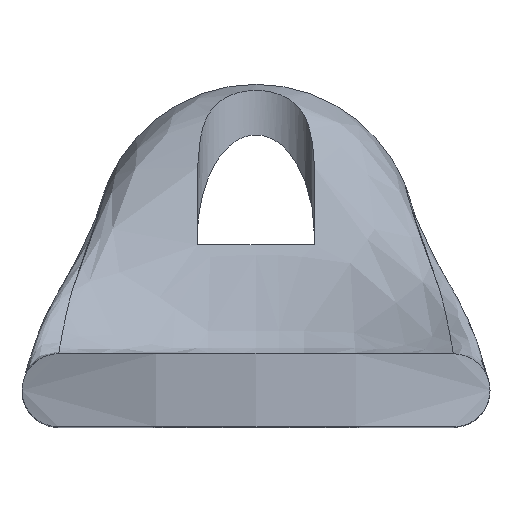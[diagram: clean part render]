
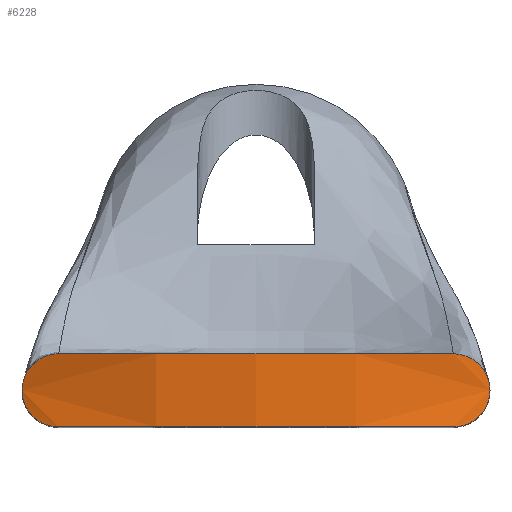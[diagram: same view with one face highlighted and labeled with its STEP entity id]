
A CAD part, top view. The second image highlights one B-rep face of the part: STEP entity #6228.
In plain terms, the highlighted cylindrical face has radius 40 mm (diameter 80 mm), a partial arc.
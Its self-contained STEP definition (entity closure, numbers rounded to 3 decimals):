
#4621=CARTESIAN_POINT('',(-13.5,-7.5,44.221));
#4622=VERTEX_POINT('',#4621);
#4631=CARTESIAN_POINT('',(13.5,-7.5,44.221));
#4632=VERTEX_POINT('',#4631);
#4633=CARTESIAN_POINT('',(0.,-7.5,6.568));
#4634=DIRECTION('',(0.0,-1.,0.0));
#4635=DIRECTION('',(-0.4,0.0,0.917));
#4636=AXIS2_PLACEMENT_3D('',#4633,#4634,#4635);
#4637=CIRCLE('',#4636,40.0);
#4638=EDGE_CURVE('',#4632,#4622,#4637,.T.);
#6153=CARTESIAN_POINT('',(0.,-12.5,6.568));
#6154=DIRECTION('',(0.0,1.0,0.0));
#6155=DIRECTION('',(-0.4,0.0,0.917));
#6156=AXIS2_PLACEMENT_3D('',#6153,#6154,#6155);
#6157=CYLINDRICAL_SURFACE('',#6156,40.);
#6158=CARTESIAN_POINT('',(-13.5,-12.5,44.221));
#6159=VERTEX_POINT('',#6158);
#6160=CARTESIAN_POINT('',(-16.0,-10.0,43.228));
#6161=VERTEX_POINT('',#6160);
#6162=CARTESIAN_POINT('',(-13.5,-12.5,44.221));
#6163=CARTESIAN_POINT('',(-13.818,-12.5,44.107));
#6164=CARTESIAN_POINT('',(-14.157,-12.436,43.98));
#6165=CARTESIAN_POINT('',(-14.781,-12.173,43.738));
#6166=CARTESIAN_POINT('',(-15.067,-11.975,43.623));
#6167=CARTESIAN_POINT('',(-15.503,-11.526,43.442));
#6168=CARTESIAN_POINT('',(-15.689,-11.252,43.363));
#6169=CARTESIAN_POINT('',(-15.937,-10.646,43.256));
#6170=CARTESIAN_POINT('',(-16.0,-10.313,43.228));
#6171=CARTESIAN_POINT('',(-16.0,-10.,43.228));
#6172=B_SPLINE_CURVE_WITH_KNOTS('',3,(#6162,#6163,#6164,#6165,#6166,#6167,#6168,#6169,#6170,#6171),.UNSPECIFIED.,.F.,.U.,(4,2,2,2,4),(0.387,0.488,0.589,0.683,0.777),.UNSPECIFIED.);
#6173=EDGE_CURVE('',#6159,#6161,#6172,.T.);
#6174=ORIENTED_EDGE('',*,*,#6173,.F.);
#6175=CARTESIAN_POINT('',(13.5,-12.5,44.221));
#6176=VERTEX_POINT('',#6175);
#6177=CARTESIAN_POINT('',(0.,-12.5,6.568));
#6178=DIRECTION('',(0.0,1.,0.0));
#6179=DIRECTION('',(-0.4,0.0,0.917));
#6180=AXIS2_PLACEMENT_3D('',#6177,#6178,#6179);
#6181=CIRCLE('',#6180,40.0);
#6182=EDGE_CURVE('',#6159,#6176,#6181,.T.);
#6183=ORIENTED_EDGE('',*,*,#6182,.T.);
#6184=CARTESIAN_POINT('',(16.0,-10.0,43.228));
#6185=VERTEX_POINT('',#6184);
#6186=CARTESIAN_POINT('',(16.0,-10.0,43.228));
#6187=CARTESIAN_POINT('',(16.0,-10.313,43.228));
#6188=CARTESIAN_POINT('',(15.937,-10.646,43.256));
#6189=CARTESIAN_POINT('',(15.689,-11.252,43.363));
#6190=CARTESIAN_POINT('',(15.503,-11.526,43.442));
#6191=CARTESIAN_POINT('',(15.067,-11.975,43.623));
#6192=CARTESIAN_POINT('',(14.781,-12.173,43.738));
#6193=CARTESIAN_POINT('',(14.157,-12.436,43.98));
#6194=CARTESIAN_POINT('',(13.818,-12.5,44.107));
#6195=CARTESIAN_POINT('',(13.5,-12.5,44.221));
#6196=B_SPLINE_CURVE_WITH_KNOTS('',3,(#6186,#6187,#6188,#6189,#6190,#6191,#6192,#6193,#6194,#6195),.UNSPECIFIED.,.F.,.U.,(4,2,2,2,4),(0.777,0.871,0.965,1.067,1.168),.UNSPECIFIED.);
#6197=EDGE_CURVE('',#6185,#6176,#6196,.T.);
#6198=ORIENTED_EDGE('',*,*,#6197,.F.);
#6199=CARTESIAN_POINT('',(13.5,-7.5,44.221));
#6200=CARTESIAN_POINT('',(13.818,-7.5,44.107));
#6201=CARTESIAN_POINT('',(14.157,-7.564,43.98));
#6202=CARTESIAN_POINT('',(14.781,-7.827,43.738));
#6203=CARTESIAN_POINT('',(15.067,-8.025,43.623));
#6204=CARTESIAN_POINT('',(15.503,-8.474,43.442));
#6205=CARTESIAN_POINT('',(15.689,-8.748,43.363));
#6206=CARTESIAN_POINT('',(15.937,-9.354,43.256));
#6207=CARTESIAN_POINT('',(16.0,-9.687,43.228));
#6208=CARTESIAN_POINT('',(16.0,-10.0,43.228));
#6209=B_SPLINE_CURVE_WITH_KNOTS('',3,(#6199,#6200,#6201,#6202,#6203,#6204,#6205,#6206,#6207,#6208),.UNSPECIFIED.,.F.,.U.,(4,2,2,2,4),(1.164,1.265,1.367,1.461,1.555),.UNSPECIFIED.);
#6210=EDGE_CURVE('',#4632,#6185,#6209,.T.);
#6211=ORIENTED_EDGE('',*,*,#6210,.F.);
#6212=ORIENTED_EDGE('',*,*,#4638,.T.);
#6213=CARTESIAN_POINT('',(-16.0,-10.,43.228));
#6214=CARTESIAN_POINT('',(-16.0,-9.687,43.228));
#6215=CARTESIAN_POINT('',(-15.937,-9.354,43.256));
#6216=CARTESIAN_POINT('',(-15.689,-8.748,43.363));
#6217=CARTESIAN_POINT('',(-15.503,-8.474,43.442));
#6218=CARTESIAN_POINT('',(-15.067,-8.025,43.623));
#6219=CARTESIAN_POINT('',(-14.781,-7.827,43.738));
#6220=CARTESIAN_POINT('',(-14.157,-7.564,43.98));
#6221=CARTESIAN_POINT('',(-13.818,-7.5,44.107));
#6222=CARTESIAN_POINT('',(-13.5,-7.5,44.221));
#6223=B_SPLINE_CURVE_WITH_KNOTS('',3,(#6213,#6214,#6215,#6216,#6217,#6218,#6219,#6220,#6221,#6222),.UNSPECIFIED.,.F.,.U.,(4,2,2,2,4),(1.555,1.649,1.743,1.844,1.946),.UNSPECIFIED.);
#6224=EDGE_CURVE('',#6161,#4622,#6223,.T.);
#6225=ORIENTED_EDGE('',*,*,#6224,.F.);
#6226=EDGE_LOOP('',(#6174,#6183,#6198,#6211,#6212,#6225));
#6227=FACE_OUTER_BOUND('',#6226,.T.);
#6228=ADVANCED_FACE('',(#6227),#6157,.T.);
